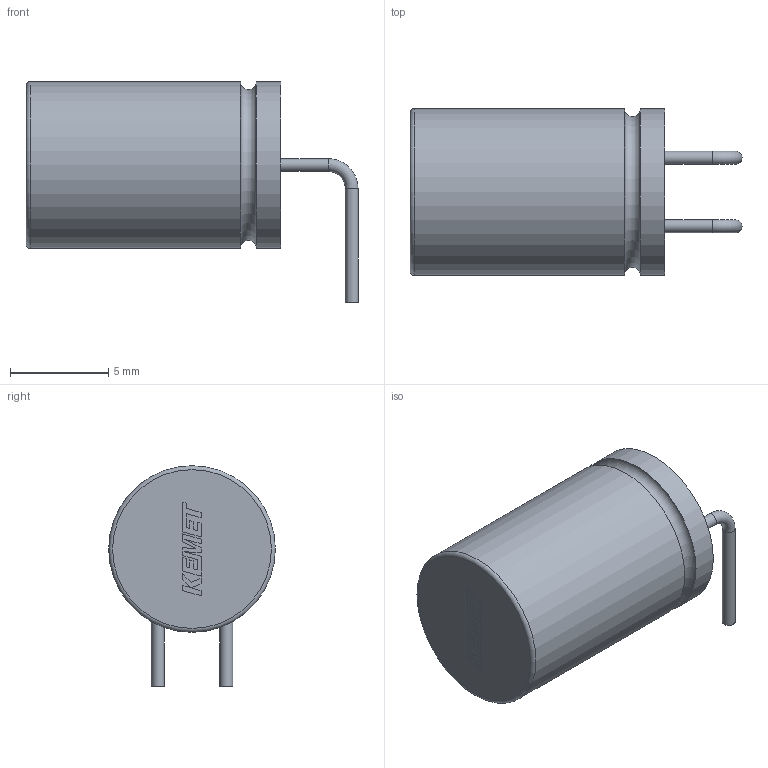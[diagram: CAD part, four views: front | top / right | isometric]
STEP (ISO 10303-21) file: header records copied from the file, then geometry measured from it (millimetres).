
FILE_DESCRIPTION(/* description */ (''),/* implementation_level */ '2;1');
FILE_NAME(/* name */ '90deg_capasitor v2.step',/* time_stamp */ '2024-04-03T00:48:54+02:00',/* author */ (''),/* organization */ (''),/* preprocessor_version */ 'ST-DEVELOPER v20',/* originating_system */ 'Autodesk Translation Framework v12.20.1.177',/* authorisation */ '');
FILE_SCHEMA (('AUTOMOTIVE_DESIGN { 1 0 10303 214 3 1 1 }'));
Length unit declared in the file: millimetre
Products named in the file (1): 90deg_capasitor
Bounding box: 16.94 x 8.5 x 11.25 mm (x, y, z)
Volume: 737.5 mm3; surface area: 515.2 mm2
Topology: 4 solids, 4 shells, 71 faces, 179 edges, 118 vertices
Faces by surface type: plane 61, cylinder 6, torus 4
Full cylindrical faces by diameter (mm): 0.65 x4, 8.5 x2
Entity records: 2224 total; most frequent: CARTESIAN_POINT 369, ORIENTED_EDGE 358, DIRECTION 343, EDGE_CURVE 179, LINE 159, VECTOR 159, VERTEX_POINT 118, AXIS2_PLACEMENT_3D 92
